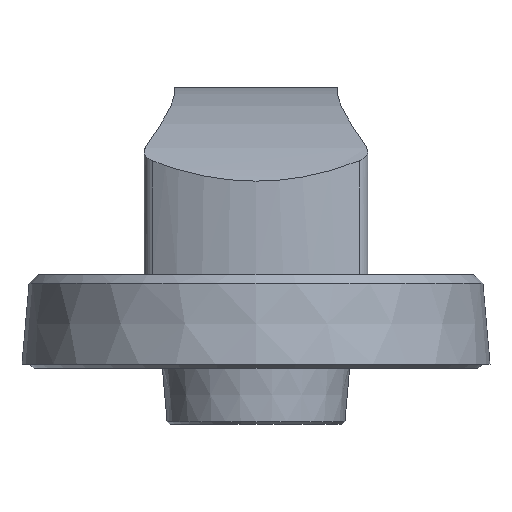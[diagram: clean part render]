
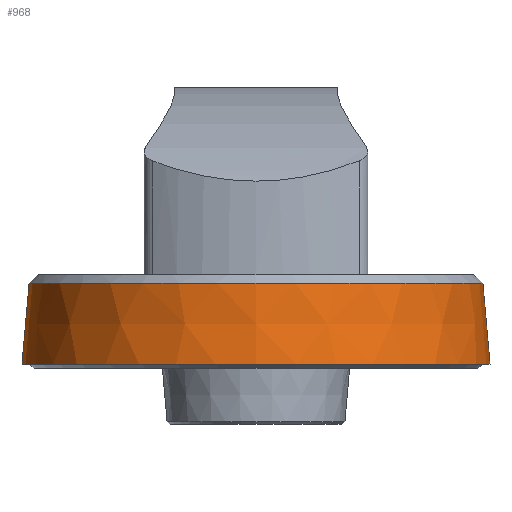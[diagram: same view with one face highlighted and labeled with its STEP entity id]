
A CAD part, left-side view. The second image highlights one B-rep face of the part: STEP entity #968.
In plain terms, the highlighted conical face has half-angle 5 degrees and reference radius 36.933 mm.
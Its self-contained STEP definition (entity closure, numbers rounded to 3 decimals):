
#132=CARTESIAN_POINT('',(0.0,36.366,13.649));
#133=VERTEX_POINT('',#132);
#167=CARTESIAN_POINT('',(0.,-36.366,13.649));
#168=VERTEX_POINT('',#167);
#190=CARTESIAN_POINT('',(0.0,37.5,0.691));
#191=VERTEX_POINT('',#190);
#192=CARTESIAN_POINT('',(0.,36.366,13.649));
#193=DIRECTION('',(0.,0.087,-0.996));
#194=VECTOR('',#193,13.008);
#195=LINE('',#192,#194);
#196=EDGE_CURVE('',#133,#191,#195,.T.);
#199=CARTESIAN_POINT('',(0.,-37.5,0.691));
#200=VERTEX_POINT('',#199);
#201=CARTESIAN_POINT('',(0.,-36.366,13.649));
#202=DIRECTION('',(0.,-0.087,-0.996));
#203=VECTOR('',#202,13.008);
#204=LINE('',#201,#203);
#205=EDGE_CURVE('',#168,#200,#204,.T.);
#936=CARTESIAN_POINT('',(0.0,0.,0.691));
#937=DIRECTION('',(0.0,0.0,1.0));
#938=DIRECTION('',(0.0,1.0,0.0));
#939=AXIS2_PLACEMENT_3D('',#936,#937,#938);
#940=CIRCLE('',#939,37.5);
#941=EDGE_CURVE('',#191,#200,#940,.T.);
#951=CARTESIAN_POINT('',(0.0,0.,7.17));
#952=DIRECTION('',(0.,0.,-1.0));
#953=DIRECTION('',(0.0,1.0,0.0));
#954=AXIS2_PLACEMENT_3D('',#951,#952,#953);
#955=CONICAL_SURFACE('',#954,36.933,5.);
#956=ORIENTED_EDGE('',*,*,#196,.T.);
#957=ORIENTED_EDGE('',*,*,#941,.T.);
#958=ORIENTED_EDGE('',*,*,#205,.F.);
#959=CARTESIAN_POINT('',(0.0,0.,13.649));
#960=DIRECTION('',(0.0,0.0,1.0));
#961=DIRECTION('',(0.0,1.0,0.0));
#962=AXIS2_PLACEMENT_3D('',#959,#960,#961);
#963=CIRCLE('',#962,36.366);
#964=EDGE_CURVE('',#133,#168,#963,.T.);
#965=ORIENTED_EDGE('',*,*,#964,.F.);
#966=EDGE_LOOP('',(#956,#957,#958,#965));
#967=FACE_OUTER_BOUND('',#966,.T.);
#968=ADVANCED_FACE('',(#967),#955,.T.);
